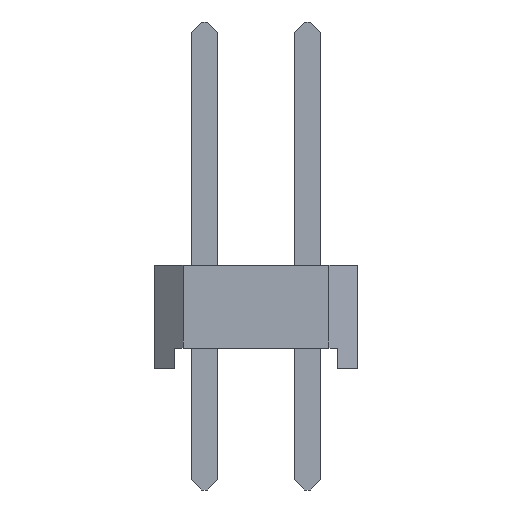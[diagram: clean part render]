
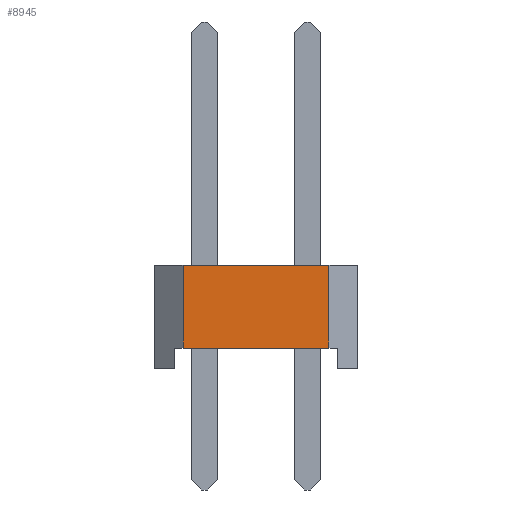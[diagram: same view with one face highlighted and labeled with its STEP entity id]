
A CAD part, left-side view. The second image highlights one B-rep face of the part: STEP entity #8945.
In plain terms, the highlighted free-form (B-spline) face has degree [1, 1] with [2, 2] control points.
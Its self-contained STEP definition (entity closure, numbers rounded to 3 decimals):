
#2596 = VERTEX_POINT('',#2597);
#2597 = CARTESIAN_POINT('',(-25.405,-1.8,3.5));
#2602 = EDGE_CURVE('',#2596,#2603,#2605,.T.);
#2603 = VERTEX_POINT('',#2604);
#2604 = CARTESIAN_POINT('',(-25.405,1.8,3.5));
#2605 = B_SPLINE_CURVE_WITH_KNOTS('',1,(#2606,#2607),.UNSPECIFIED.,.F.,
  .F.,(2,2),(-3.8,-0.2),.PIECEWISE_BEZIER_KNOTS.);
#2606 = CARTESIAN_POINT('',(-25.405,-1.8,3.5));
#2607 = CARTESIAN_POINT('',(-25.405,1.8,3.5));
#5143 = VERTEX_POINT('',#5144);
#5144 = CARTESIAN_POINT('',(-25.405,1.8,5.54));
#5149 = EDGE_CURVE('',#5143,#5150,#5152,.T.);
#5150 = VERTEX_POINT('',#5151);
#5151 = CARTESIAN_POINT('',(-25.405,-1.8,5.54));
#5152 = B_SPLINE_CURVE_WITH_KNOTS('',1,(#5153,#5154),.UNSPECIFIED.,.F.,
  .F.,(2,2),(0.7,4.3),.PIECEWISE_BEZIER_KNOTS.);
#5153 = CARTESIAN_POINT('',(-25.405,1.8,5.54));
#5154 = CARTESIAN_POINT('',(-25.405,-1.8,5.54));
#8945 = ADVANCED_FACE('',(#8946),#8960,.F.);
#8946 = FACE_BOUND('',#8947,.T.);
#8947 = EDGE_LOOP('',(#8948,#8953,#8954,#8959));
#8948 = ORIENTED_EDGE('',*,*,#8949,.F.);
#8949 = EDGE_CURVE('',#2603,#5143,#8950,.T.);
#8950 = B_SPLINE_CURVE_WITH_KNOTS('',1,(#8951,#8952),.UNSPECIFIED.,.F.,
  .F.,(2,2),(0.5,2.54),.PIECEWISE_BEZIER_KNOTS.);
#8951 = CARTESIAN_POINT('',(-25.405,1.8,3.5));
#8952 = CARTESIAN_POINT('',(-25.405,1.8,5.54));
#8953 = ORIENTED_EDGE('',*,*,#2602,.F.);
#8954 = ORIENTED_EDGE('',*,*,#8955,.T.);
#8955 = EDGE_CURVE('',#2596,#5150,#8956,.T.);
#8956 = B_SPLINE_CURVE_WITH_KNOTS('',1,(#8957,#8958),.UNSPECIFIED.,.F.,
  .F.,(2,2),(0.5,2.54),.PIECEWISE_BEZIER_KNOTS.);
#8957 = CARTESIAN_POINT('',(-25.405,-1.8,3.5));
#8958 = CARTESIAN_POINT('',(-25.405,-1.8,5.54));
#8959 = ORIENTED_EDGE('',*,*,#5149,.F.);
#8960 = B_SPLINE_SURFACE_WITH_KNOTS('',1,1,(
    (#8961,#8962)
    ,(#8963,#8964
    )),.UNSPECIFIED.,.F.,.F.,.F.,(2,2),(2,2),(0.,2.04),(-4.3,-0.7),
  .PIECEWISE_BEZIER_KNOTS.);
#8961 = CARTESIAN_POINT('',(-25.405,-1.8,5.54));
#8962 = CARTESIAN_POINT('',(-25.405,1.8,5.54));
#8963 = CARTESIAN_POINT('',(-25.405,-1.8,3.5));
#8964 = CARTESIAN_POINT('',(-25.405,1.8,3.5));
